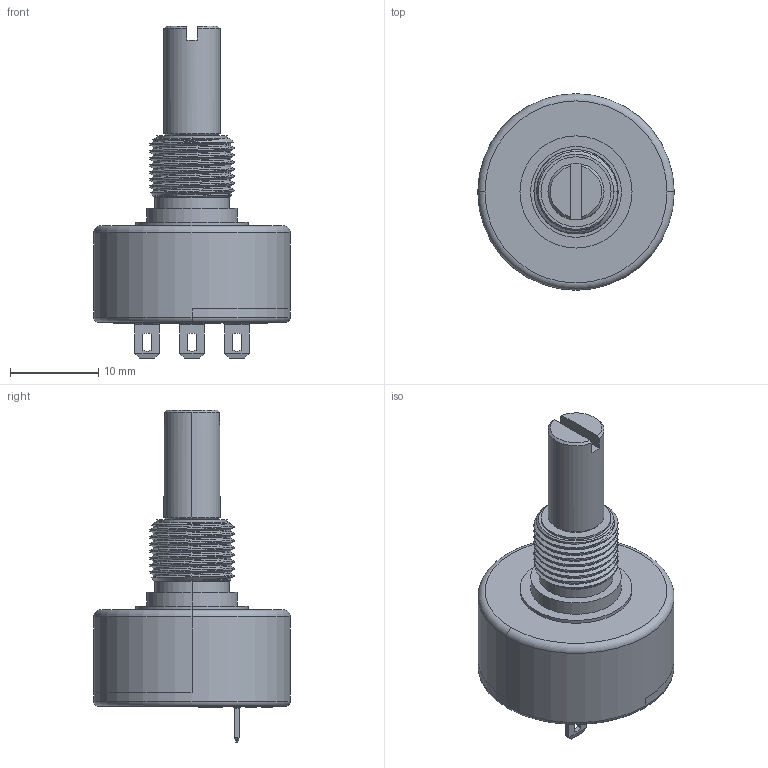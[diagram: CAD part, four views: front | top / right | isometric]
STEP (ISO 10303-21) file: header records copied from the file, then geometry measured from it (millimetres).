
FILE_DESCRIPTION((''),'2;1');
FILE_NAME('SD-5908-01_STAKED','2012-04-10T',('RICKB'),('Bourns, Inc.'),'PRO/ENGINEER BY PARAMETRIC TECHNOLOGY CORPORATION, 2010100','PRO/ENGINEER BY PARAMETRIC TECHNOLOGY CORPORATION, 2010100','');
FILE_SCHEMA(('CONFIG_CONTROL_DESIGN'));
Length unit declared in the file: inch
Products named in the file (1): SD-5908-01_STAKED
Bounding box: 22.24 x 22.24 x 37.58 mm (x, y, z)
Volume: 5086.4 mm3; surface area: 3071 mm2
Topology: 1 solids, 4 shells, 527 faces, 1383 edges, 905 vertices
Faces by surface type: plane 308, extrusion 97, cylinder 85, cone 20, bspline 9, torus 8
Entity records: 19313 total; most frequent: CARTESIAN_POINT 6621, ORIENTED_EDGE 2762, DIRECTION 2258, EDGE_CURVE 1381, VECTOR 1030, LINE 933, VERTEX_POINT 905, AXIS2_PLACEMENT_3D 614
